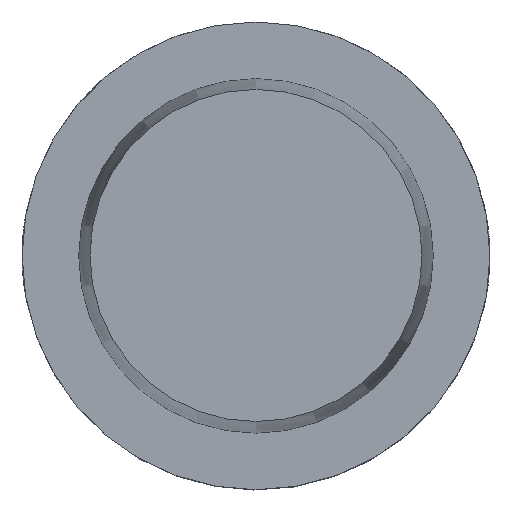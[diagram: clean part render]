
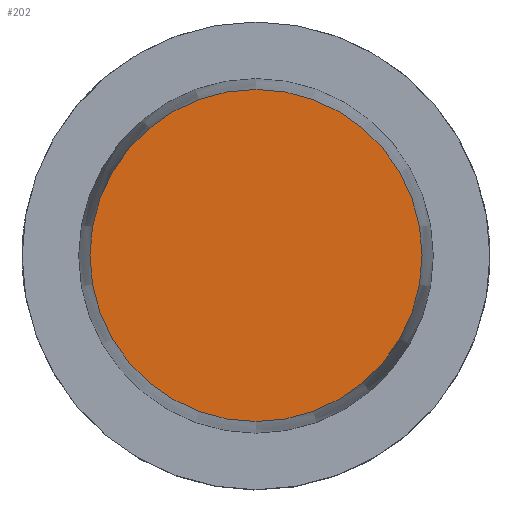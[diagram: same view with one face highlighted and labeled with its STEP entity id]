
A CAD part, top view. The second image highlights one B-rep face of the part: STEP entity #202.
In plain terms, the highlighted planar face has unit normal (0, 0, 1).
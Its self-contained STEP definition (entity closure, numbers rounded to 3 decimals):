
#202=ADVANCED_FACE('240[2]',(#576),#577,.T.);
#261=EDGE_CURVE('240[2]',#670,#670,#671,.T.);
#576=FACE_OUTER_BOUND('',#1102,.T.);
#577=PLANE('',#1103);
#670=VERTEX_POINT('',#1239);
#671=CIRCLE('',#1240,35.5);
#1102=EDGE_LOOP('',(#1888));
#1103=AXIS2_PLACEMENT_3D('',#1889,#1890,#1891);
#1239=CARTESIAN_POINT('',(0.,35.5,50.0));
#1240=AXIS2_PLACEMENT_3D('',#1988,#1989,#1990);
#1888=ORIENTED_EDGE('',*,*,#261,.F.);
#1889=CARTESIAN_POINT('',(0.,17.75,50.0));
#1890=DIRECTION('',(0.,0.,1.0));
#1891=DIRECTION('',(1.0,0.,0.0));
#1988=CARTESIAN_POINT('',(0.,0.,50.0));
#1989=DIRECTION('',(0.,0.,-1.0));
#1990=DIRECTION('',(0.,1.0,0.));
